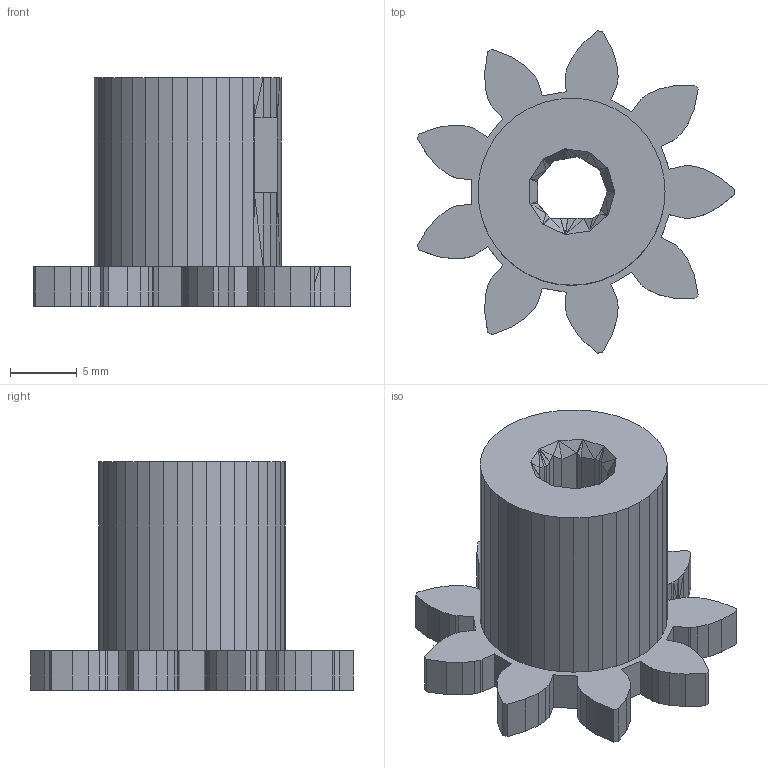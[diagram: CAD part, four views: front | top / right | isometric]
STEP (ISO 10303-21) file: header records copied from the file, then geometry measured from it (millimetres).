
FILE_DESCRIPTION(('FreeCAD Model'),'2;1');
FILE_NAME('Motor_gear_C_qty_1.step','2017-05-30T13:56:03',('Author'),(''), 'Open CASCADE STEP processor 6.8','FreeCAD','Unknown');
FILE_SCHEMA(('AUTOMOTIVE_DESIGN_CC2 { 1 2 10303 214 -1 1 5 4 }'));
Length unit declared in the file: millimetre
Products named in the file (2): ASSEMBLY; Solid
Assembly tree (1 placements, depth 2):
  ASSEMBLY
    Solid
Bounding box: 23.77 x 24.14 x 17.11 mm (x, y, z)
Volume: 2554.7 mm3; surface area: 1934.3 mm2
Topology: 1 solids, 1 shells, 437 faces, 1061 edges, 624 vertices
Faces by surface type: plane 437
Entity records: 25737 total; most frequent: CARTESIAN_POINT 4524, DIRECTION 3783, LINE 2905, VECTOR 2905, ORIENTED_EDGE 2122, PCURVE 2122, DEFINITIONAL_REPRESENTATION 2122, EDGE_CURVE 1061
